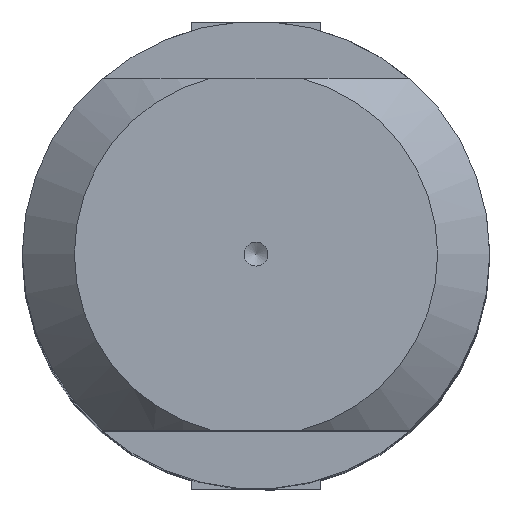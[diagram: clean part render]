
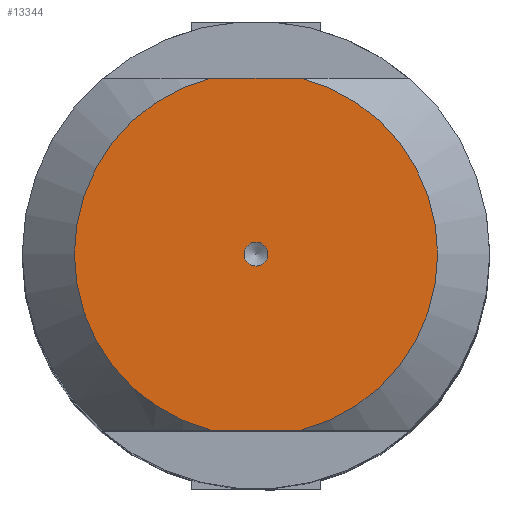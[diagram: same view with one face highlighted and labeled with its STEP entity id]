
A CAD part, top view. The second image highlights one B-rep face of the part: STEP entity #13344.
In plain terms, the highlighted planar face has unit normal (0, 0, 1).
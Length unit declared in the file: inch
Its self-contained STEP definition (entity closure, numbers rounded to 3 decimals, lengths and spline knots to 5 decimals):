
#4563=CARTESIAN_POINT('',(-0.2285,0.,24.775));
#4564=VERTEX_POINT('',#4563);
#4565=CARTESIAN_POINT('',(0.0,0.,24.775));
#4566=DIRECTION('',(0.0,0.0,-1.0));
#4567=DIRECTION('',(1.0,0.0,0.0));
#4568=AXIS2_PLACEMENT_3D('',#4565,#4566,#4567);
#4569=CIRCLE('',#4568,0.2285);
#4570=EDGE_CURVE('',#4564,#4564,#4569,.T.);
#13300=CARTESIAN_POINT('',(0.40909,0.,24.775));
#13301=DIRECTION('',(0.0,0.0,1.0));
#13302=DIRECTION('',(1.0,0.0,0.0));
#13303=AXIS2_PLACEMENT_3D('',#13300,#13301,#13302);
#13304=PLANE('',#13303);
#13305=CARTESIAN_POINT('',(0.86868,3.375,24.775));
#13306=VERTEX_POINT('',#13305);
#13307=CARTESIAN_POINT('',(-0.86868,3.375,24.775));
#13308=VERTEX_POINT('',#13307);
#13309=CARTESIAN_POINT('',(0.86868,3.375,24.775));
#13310=DIRECTION('',(-1.0,0.0,0.0));
#13311=VECTOR('',#13310,1.73735);
#13312=LINE('',#13309,#13311);
#13313=EDGE_CURVE('',#13306,#13308,#13312,.T.);
#13314=ORIENTED_EDGE('',*,*,#13313,.T.);
#13315=CARTESIAN_POINT('',(-0.86868,-3.375,24.775));
#13316=VERTEX_POINT('',#13315);
#13317=CARTESIAN_POINT('',(0.0,0.,24.775));
#13318=DIRECTION('',(0.0,0.0,-1.0));
#13319=DIRECTION('',(-1.0,0.0,0.0));
#13320=AXIS2_PLACEMENT_3D('',#13317,#13318,#13319);
#13321=CIRCLE('',#13320,3.485);
#13322=EDGE_CURVE('',#13316,#13308,#13321,.T.);
#13323=ORIENTED_EDGE('',*,*,#13322,.F.);
#13324=CARTESIAN_POINT('',(0.86868,-3.375,24.775));
#13325=VERTEX_POINT('',#13324);
#13326=CARTESIAN_POINT('',(-0.86868,-3.375,24.775));
#13327=DIRECTION('',(1.0,0.0,0.0));
#13328=VECTOR('',#13327,1.73735);
#13329=LINE('',#13326,#13328);
#13330=EDGE_CURVE('',#13316,#13325,#13329,.T.);
#13331=ORIENTED_EDGE('',*,*,#13330,.T.);
#13332=CARTESIAN_POINT('',(0.0,0.,24.775));
#13333=DIRECTION('',(0.0,0.0,-1.0));
#13334=DIRECTION('',(-1.0,0.0,0.0));
#13335=AXIS2_PLACEMENT_3D('',#13332,#13333,#13334);
#13336=CIRCLE('',#13335,3.485);
#13337=EDGE_CURVE('',#13306,#13325,#13336,.T.);
#13338=ORIENTED_EDGE('',*,*,#13337,.F.);
#13339=EDGE_LOOP('',(#13314,#13323,#13331,#13338));
#13340=FACE_OUTER_BOUND('',#13339,.T.);
#13341=ORIENTED_EDGE('',*,*,#4570,.T.);
#13342=EDGE_LOOP('',(#13341));
#13343=FACE_BOUND('',#13342,.T.);
#13344=ADVANCED_FACE('',(#13340,#13343),#13304,.T.);
